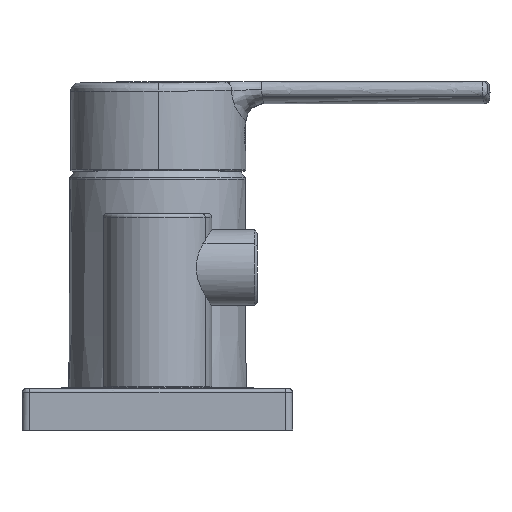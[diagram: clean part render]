
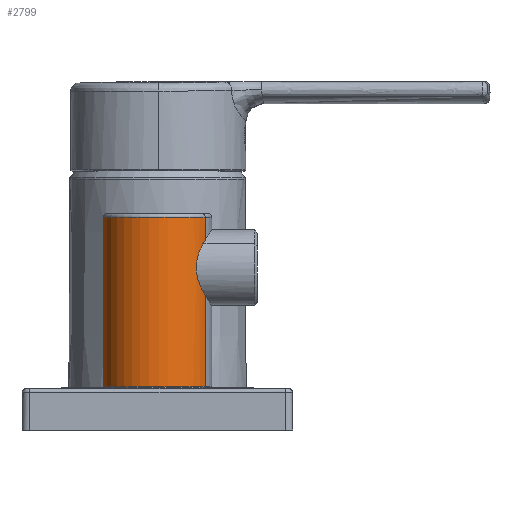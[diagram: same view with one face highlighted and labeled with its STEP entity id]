
A CAD part, left-side view. The second image highlights one B-rep face of the part: STEP entity #2799.
In plain terms, the highlighted cylindrical face has radius 15 mm (diameter 30 mm), a partial arc.
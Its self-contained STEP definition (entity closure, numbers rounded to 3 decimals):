
#9 = CARTESIAN_POINT ( 'NONE',  ( -108.171, -12.579, 51.636 ) ) ;
#203 = CARTESIAN_POINT ( 'NONE',  ( -108.636, -12.267, 39.061 ) ) ;
#256 = CARTESIAN_POINT ( 'NONE',  ( -109.722, -11.429, 41.021 ) ) ;
#355 = CARTESIAN_POINT ( 'NONE',  ( -107.191, -13.164, 58.773 ) ) ;
#379 = CIRCLE ( 'NONE', #4392, 15. ) ;
#387 = CARTESIAN_POINT ( 'NONE',  ( -110.215, -10.985, 42.588 ) ) ;
#389 = ORIENTED_EDGE ( 'NONE', *, *, #4425, .F. ) ;
#524 = VECTOR ( 'NONE', #1458, 1000. ) ;
#557 = B_SPLINE_CURVE_WITH_KNOTS ( 'NONE', 3,
 ( #3662, #941, #4834, #203, #1722, #4136, #4124, #256, #3898, #387, #1164, #1967, #4276, #1556, #3151, #1951, #3931, #2761, #771, #1593, #3913, #4312, #2748, #2348, #4677, #3117, #3527, #9 ),
 .UNSPECIFIED., .F., .F.,
 ( 4, 2, 2, 2, 2, 2, 2, 2, 2, 2, 2, 2, 2, 4 ),
 ( 0.052, 0.054, 0.055, 0.056, 0.058, 0.059, 0.06, 0.061, 0.062, 0.063, 0.064, 0.066, 0.067, 0.068 ),
 .UNSPECIFIED. ) ;
#632 = ORIENTED_EDGE ( 'NONE', *, *, #2012, .T. ) ;
#771 = CARTESIAN_POINT ( 'NONE',  ( -110.326, -10.881, 46.975 ) ) ;
#941 = CARTESIAN_POINT ( 'NONE',  ( -107.656, -12.91, 37.828 ) ) ;
#1054 = CARTESIAN_POINT ( 'NONE',  ( -107.535, -12.972, 52.358 ) ) ;
#1164 = CARTESIAN_POINT ( 'NONE',  ( -110.288, -10.916, 42.917 ) ) ;
#1226 = CARTESIAN_POINT ( 'NONE',  ( -100., 0., 59.041 ) ) ;
#1237 = AXIS2_PLACEMENT_3D ( 'NONE', #2946, #2963, #3728 ) ;
#1321 = EDGE_CURVE ( 'NONE', #4396, #2661, #1653, .T. ) ;
#1350 = EDGE_CURVE ( 'NONE', #3586, #4396, #379, .T. ) ;
#1413 = CARTESIAN_POINT ( 'NONE',  ( -108.019, -12.678, 51.824 ) ) ;
#1458 = DIRECTION ( 'NONE',  ( 0., 0., -1. ) ) ;
#1541 = ORIENTED_EDGE ( 'NONE', *, *, #1350, .T. ) ;
#1556 = CARTESIAN_POINT ( 'NONE',  ( -110.496, -10.716, 44.599 ) ) ;
#1593 = CARTESIAN_POINT ( 'NONE',  ( -110.182, -11.016, 47.629 ) ) ;
#1607 = DIRECTION ( 'NONE',  ( 0., 0., -1. ) ) ;
#1653 = LINE ( 'NONE', #2310, #2651 ) ;
#1670 = DIRECTION ( 'NONE',  ( 0., 1., 0. ) ) ;
#1677 = EDGE_LOOP ( 'NONE', ( #1541, #3098, #2484, #3134, #632, #4174, #389 ) ) ;
#1722 = CARTESIAN_POINT ( 'NONE',  ( -108.812, -12.14, 39.323 ) ) ;
#1807 = CARTESIAN_POINT ( 'NONE',  ( -107.861, -12.776, 52.006 ) ) ;
#1951 = CARTESIAN_POINT ( 'NONE',  ( -110.489, -10.723, 45.625 ) ) ;
#1967 = CARTESIAN_POINT ( 'NONE',  ( -110.404, -10.806, 43.586 ) ) ;
#2012 = EDGE_CURVE ( 'NONE', #3442, #4533, #557, .T. ) ;
#2108 = CYLINDRICAL_SURFACE ( 'NONE', #1237, 15. ) ;
#2178 = EDGE_CURVE ( 'NONE', #4533, #2364, #4714, .T. ) ;
#2299 = VECTOR ( 'NONE', #2486, 1000. ) ;
#2310 = CARTESIAN_POINT ( 'NONE',  ( -92.809, 13.164, 58.773 ) ) ;
#2348 = CARTESIAN_POINT ( 'NONE',  ( -109.077, -11.943, 50.329 ) ) ;
#2364 = VERTEX_POINT ( 'NONE', #3292 ) ;
#2368 = FACE_OUTER_BOUND ( 'NONE', #1677, .T. ) ;
#2484 = ORIENTED_EDGE ( 'NONE', *, *, #3600, .F. ) ;
#2486 = DIRECTION ( 'NONE',  ( 0., 0., -1. ) ) ;
#2533 = CARTESIAN_POINT ( 'NONE',  ( -107.191, -13.164, 58.773 ) ) ;
#2651 = VECTOR ( 'NONE', #3147, 1000. ) ;
#2661 = VERTEX_POINT ( 'NONE', #3119 ) ;
#2748 = CARTESIAN_POINT ( 'NONE',  ( -109.533, -11.588, 49.489 ) ) ;
#2761 = CARTESIAN_POINT ( 'NONE',  ( -110.383, -10.826, 46.644 ) ) ;
#2799 = ADVANCED_FACE ( 'NONE', ( #2368 ), #2108, .T. ) ;
#2813 = CARTESIAN_POINT ( 'NONE',  ( -107.191, -13.164, 12.041 ) ) ;
#2905 = CARTESIAN_POINT ( 'NONE',  ( -107.191, -13.164, 59.041 ) ) ;
#2946 = CARTESIAN_POINT ( 'NONE',  ( -100., 0., 58.773 ) ) ;
#2963 = DIRECTION ( 'NONE',  ( 0., 0., -1. ) ) ;
#3098 = ORIENTED_EDGE ( 'NONE', *, *, #1321, .T. ) ;
#3117 = CARTESIAN_POINT ( 'NONE',  ( -108.56, -12.32, 51.131 ) ) ;
#3119 = CARTESIAN_POINT ( 'NONE',  ( -92.809, 13.164, 12.041 ) ) ;
#3134 = ORIENTED_EDGE ( 'NONE', *, *, #4221, .F. ) ;
#3147 = DIRECTION ( 'NONE',  ( 0., 0., -1. ) ) ;
#3151 = CARTESIAN_POINT ( 'NONE',  ( -110.505, -10.707, 44.94 ) ) ;
#3216 = CARTESIAN_POINT ( 'NONE',  ( -92.809, 13.164, 59.041 ) ) ;
#3292 = CARTESIAN_POINT ( 'NONE',  ( -107.191, -13.164, 52.692 ) ) ;
#3351 = CARTESIAN_POINT ( 'NONE',  ( -107.366, -13.068, 52.528 ) ) ;
#3434 = AXIS2_PLACEMENT_3D ( 'NONE', #3743, #4458, #4102 ) ;
#3442 = VERTEX_POINT ( 'NONE', #4408 ) ;
#3527 = CARTESIAN_POINT ( 'NONE',  ( -108.37, -12.45, 51.389 ) ) ;
#3586 = VERTEX_POINT ( 'NONE', #2905 ) ;
#3600 = EDGE_CURVE ( 'NONE', #4341, #2661, #4802, .T. ) ;
#3662 = CARTESIAN_POINT ( 'NONE',  ( -107.191, -13.164, 37.391 ) ) ;
#3728 = DIRECTION ( 'NONE',  ( -0.479, -0.878, 0. ) ) ;
#3743 = CARTESIAN_POINT ( 'NONE',  ( -100., 0., 12.041 ) ) ;
#3884 = LINE ( 'NONE', #355, #524 ) ;
#3898 = CARTESIAN_POINT ( 'NONE',  ( -109.952, -11.226, 41.629 ) ) ;
#3913 = CARTESIAN_POINT ( 'NONE',  ( -110.094, -11.096, 47.951 ) ) ;
#3931 = CARTESIAN_POINT ( 'NONE',  ( -110.464, -10.747, 45.97 ) ) ;
#4057 = LINE ( 'NONE', #2533, #2299 ) ;
#4102 = DIRECTION ( 'NONE',  ( 0., 1., 0. ) ) ;
#4124 = CARTESIAN_POINT ( 'NONE',  ( -109.296, -11.773, 40.149 ) ) ;
#4134 = CARTESIAN_POINT ( 'NONE',  ( -108.171, -12.579, 51.636 ) ) ;
#4136 = CARTESIAN_POINT ( 'NONE',  ( -109.142, -11.894, 39.866 ) ) ;
#4174 = ORIENTED_EDGE ( 'NONE', *, *, #2178, .T. ) ;
#4221 = EDGE_CURVE ( 'NONE', #3442, #4341, #3884, .T. ) ;
#4276 = CARTESIAN_POINT ( 'NONE',  ( -110.446, -10.765, 43.922 ) ) ;
#4312 = CARTESIAN_POINT ( 'NONE',  ( -109.788, -11.369, 48.898 ) ) ;
#4341 = VERTEX_POINT ( 'NONE', #2813 ) ;
#4392 = AXIS2_PLACEMENT_3D ( 'NONE', #1226, #1607, #1670 ) ;
#4396 = VERTEX_POINT ( 'NONE', #3216 ) ;
#4408 = CARTESIAN_POINT ( 'NONE',  ( -107.191, -13.164, 37.391 ) ) ;
#4425 = EDGE_CURVE ( 'NONE', #3586, #2364, #4057, .T. ) ;
#4458 = DIRECTION ( 'NONE',  ( 0., 0., -1. ) ) ;
#4512 = CARTESIAN_POINT ( 'NONE',  ( -107.191, -13.164, 52.692 ) ) ;
#4533 = VERTEX_POINT ( 'NONE', #4916 ) ;
#4677 = CARTESIAN_POINT ( 'NONE',  ( -108.913, -12.067, 50.601 ) ) ;
#4714 = B_SPLINE_CURVE_WITH_KNOTS ( 'NONE', 3,
 ( #4134, #1413, #1807, #1054, #3351, #4512 ),
 .UNSPECIFIED., .F., .F.,
 ( 4, 2, 4 ),
 ( 0., 0.001, 0.002 ),
 .UNSPECIFIED. ) ;
#4802 = CIRCLE ( 'NONE', #3434, 15. ) ;
#4834 = CARTESIAN_POINT ( 'NONE',  ( -108.075, -12.649, 38.301 ) ) ;
#4916 = CARTESIAN_POINT ( 'NONE',  ( -108.171, -12.579, 51.636 ) ) ;
